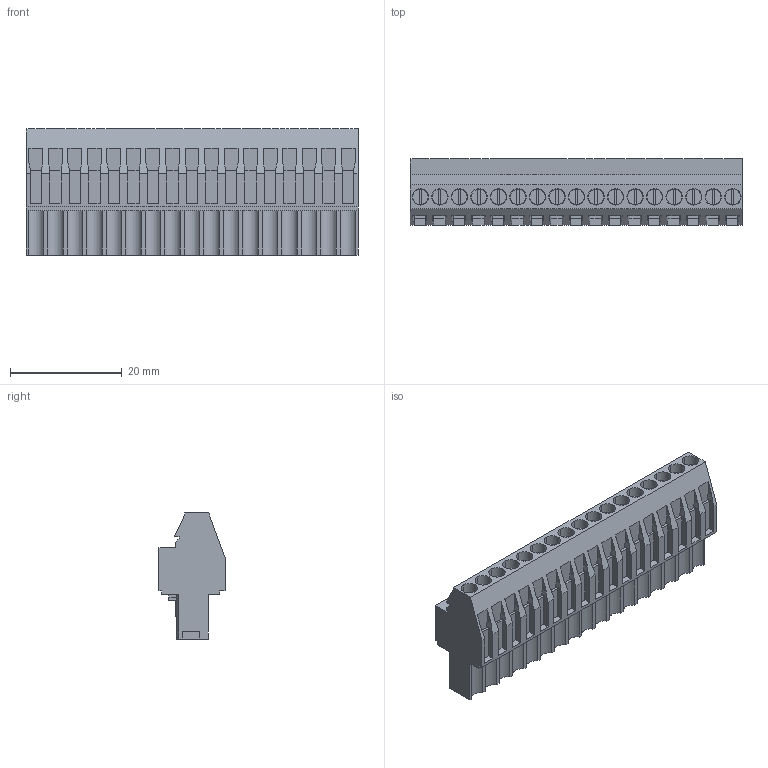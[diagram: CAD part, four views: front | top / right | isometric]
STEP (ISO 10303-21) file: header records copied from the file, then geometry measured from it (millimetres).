
FILE_DESCRIPTION(('CATIA V5 STEP Exchange','CAx-IF Rec.Pracs.--- Model Styling and Organization---1.2---2011-12-15'),'2;1');
FILE_NAME ('D1454021_0_1638700000_1638700000.stp','2017-04-18T07:14:47+00:00',('none'),('Weidmueller'),'CATIA Version 5-6 Release 2014','CATIA V5 STEP AP214','none');
FILE_SCHEMA(('AUTOMOTIVE_DESIGN { 1 0 10303 214 1 1 1 1 }'));
Length unit declared in the file: millimetre
Products named in the file (1): 1638700000
Bounding box: 59.5 x 11.83 x 22.6 mm (x, y, z)
Volume: 9153.6 mm3; surface area: 6875.7 mm2
Topology: 18 solids, 18 shells, 974 faces, 2690 edges, 1820 vertices
Faces by surface type: plane 838, cylinder 136
Entity records: 28771 total; most frequent: ORIENTED_EDGE 5380, CARTESIAN_POINT 5319, DIRECTION 3864, EDGE_CURVE 2690, VECTOR 2248, LINE 2248, VERTEX_POINT 1820, EDGE_LOOP 1042
